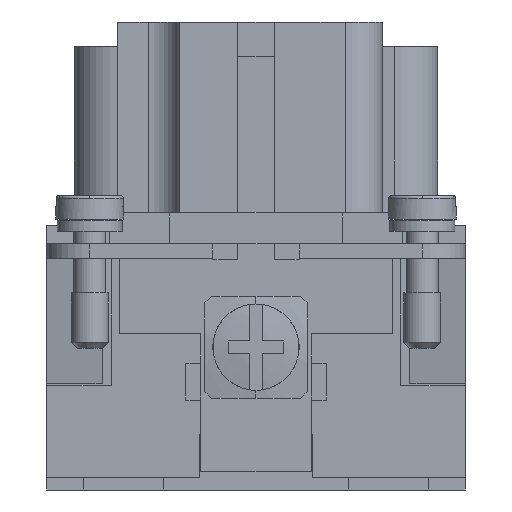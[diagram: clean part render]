
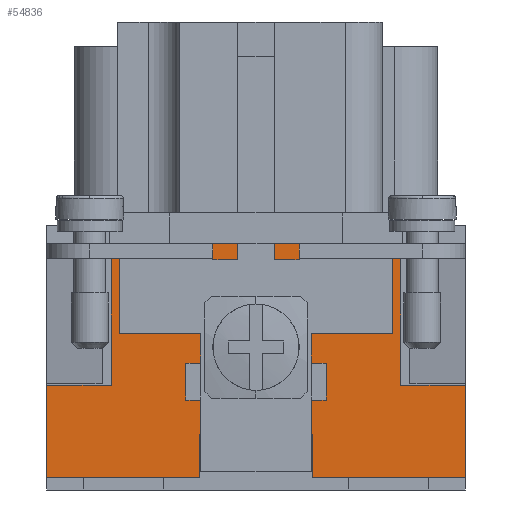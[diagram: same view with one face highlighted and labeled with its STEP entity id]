
A CAD part, left-side view. The second image highlights one B-rep face of the part: STEP entity #54836.
In plain terms, the highlighted planar face has unit normal (-1, 0, 0).
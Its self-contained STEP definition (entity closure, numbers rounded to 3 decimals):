
#13903=CARTESIAN_POINT('',(-21.55,-17.0,8.5));
#13904=VERTEX_POINT('',#13903);
#13911=CARTESIAN_POINT('',(-21.55,-17.0,1.0));
#13912=VERTEX_POINT('',#13911);
#13913=CARTESIAN_POINT('',(-21.55,-17.0,1.0));
#13914=DIRECTION('',(0.0,0.0,1.0));
#13915=VECTOR('',#13914,7.5);
#13916=LINE('',#13913,#13915);
#13917=EDGE_CURVE('',#13912,#13904,#13916,.T.);
#45541=CARTESIAN_POINT('',(-21.55,11.75,20.));
#45542=VERTEX_POINT('',#45541);
#45559=CARTESIAN_POINT('',(-21.55,11.75,8.5));
#45560=VERTEX_POINT('',#45559);
#45567=CARTESIAN_POINT('',(-21.55,11.75,20.));
#45568=DIRECTION('',(0.0,0.0,-1.0));
#45569=VECTOR('',#45568,11.5);
#45570=LINE('',#45567,#45569);
#45571=EDGE_CURVE('',#45542,#45560,#45570,.T.);
#50782=CARTESIAN_POINT('',(-21.55,-11.75,20.));
#50783=VERTEX_POINT('',#50782);
#50784=CARTESIAN_POINT('',(-21.55,-11.75,20.));
#50785=DIRECTION('',(0.0,1.0,0.0));
#50786=VECTOR('',#50785,23.5);
#50787=LINE('',#50784,#50786);
#50788=EDGE_CURVE('',#50783,#45542,#50787,.T.);
#54561=CARTESIAN_POINT('',(-21.55,17.0,8.5));
#54562=VERTEX_POINT('',#54561);
#54563=CARTESIAN_POINT('',(-21.55,11.75,8.5));
#54564=DIRECTION('',(0.0,1.0,0.0));
#54565=VECTOR('',#54564,5.25);
#54566=LINE('',#54563,#54565);
#54567=EDGE_CURVE('',#45560,#54562,#54566,.T.);
#54673=CARTESIAN_POINT('',(-21.55,-11.75,8.5));
#54674=VERTEX_POINT('',#54673);
#54681=CARTESIAN_POINT('',(-21.55,-17.0,8.5));
#54682=DIRECTION('',(0.0,1.0,0.0));
#54683=VECTOR('',#54682,5.25);
#54684=LINE('',#54681,#54683);
#54685=EDGE_CURVE('',#13904,#54674,#54684,.T.);
#54715=CARTESIAN_POINT('',(-21.55,-11.75,8.5));
#54716=DIRECTION('',(0.0,0.0,1.0));
#54717=VECTOR('',#54716,11.5);
#54718=LINE('',#54715,#54717);
#54719=EDGE_CURVE('',#54674,#50783,#54718,.T.);
#54744=CARTESIAN_POINT('',(-21.55,17.0,1.0));
#54745=VERTEX_POINT('',#54744);
#54752=CARTESIAN_POINT('',(-21.55,17.0,1.0));
#54753=DIRECTION('',(0.0,0.0,1.0));
#54754=VECTOR('',#54753,7.5);
#54755=LINE('',#54752,#54754);
#54756=EDGE_CURVE('',#54745,#54562,#54755,.T.);
#54784=CARTESIAN_POINT('',(-21.55,-17.0,0.0));
#54785=DIRECTION('',(-1.0,0.0,0.0));
#54786=DIRECTION('',(0.0,0.0,1.0));
#54787=AXIS2_PLACEMENT_3D('',#54784,#54785,#54786);
#54788=PLANE('',#54787);
#54789=ORIENTED_EDGE('',*,*,#50788,.T.);
#54790=ORIENTED_EDGE('',*,*,#45571,.T.);
#54791=ORIENTED_EDGE('',*,*,#54567,.T.);
#54792=ORIENTED_EDGE('',*,*,#54756,.F.);
#54793=CARTESIAN_POINT('',(-21.55,4.55,1.0));
#54794=VERTEX_POINT('',#54793);
#54795=CARTESIAN_POINT('',(-21.55,17.0,1.0));
#54796=DIRECTION('',(0.0,-1.0,0.0));
#54797=VECTOR('',#54796,12.45);
#54798=LINE('',#54795,#54797);
#54799=EDGE_CURVE('',#54745,#54794,#54798,.T.);
#54800=ORIENTED_EDGE('',*,*,#54799,.T.);
#54801=CARTESIAN_POINT('',(-21.55,4.55,4.5));
#54802=VERTEX_POINT('',#54801);
#54803=CARTESIAN_POINT('',(-21.55,4.55,1.0));
#54804=DIRECTION('',(0.0,0.0,1.0));
#54805=VECTOR('',#54804,3.5);
#54806=LINE('',#54803,#54805);
#54807=EDGE_CURVE('',#54794,#54802,#54806,.T.);
#54808=ORIENTED_EDGE('',*,*,#54807,.T.);
#54809=CARTESIAN_POINT('',(-21.55,-4.55,4.5));
#54810=VERTEX_POINT('',#54809);
#54811=CARTESIAN_POINT('',(-21.55,4.55,4.5));
#54812=DIRECTION('',(0.0,-1.0,0.0));
#54813=VECTOR('',#54812,9.1);
#54814=LINE('',#54811,#54813);
#54815=EDGE_CURVE('',#54802,#54810,#54814,.T.);
#54816=ORIENTED_EDGE('',*,*,#54815,.T.);
#54817=CARTESIAN_POINT('',(-21.55,-4.55,1.0));
#54818=VERTEX_POINT('',#54817);
#54819=CARTESIAN_POINT('',(-21.55,-4.55,4.5));
#54820=DIRECTION('',(0.0,0.0,-1.0));
#54821=VECTOR('',#54820,3.5);
#54822=LINE('',#54819,#54821);
#54823=EDGE_CURVE('',#54810,#54818,#54822,.T.);
#54824=ORIENTED_EDGE('',*,*,#54823,.T.);
#54825=CARTESIAN_POINT('',(-21.55,-4.55,1.0));
#54826=DIRECTION('',(0.0,-1.0,0.0));
#54827=VECTOR('',#54826,12.45);
#54828=LINE('',#54825,#54827);
#54829=EDGE_CURVE('',#54818,#13912,#54828,.T.);
#54830=ORIENTED_EDGE('',*,*,#54829,.T.);
#54831=ORIENTED_EDGE('',*,*,#13917,.T.);
#54832=ORIENTED_EDGE('',*,*,#54685,.T.);
#54833=ORIENTED_EDGE('',*,*,#54719,.T.);
#54834=EDGE_LOOP('',(#54789,#54790,#54791,#54792,#54800,#54808,#54816,#54824,#54830,#54831,#54832,#54833));
#54835=FACE_OUTER_BOUND('',#54834,.T.);
#54836=ADVANCED_FACE('',(#54835),#54788,.T.);
